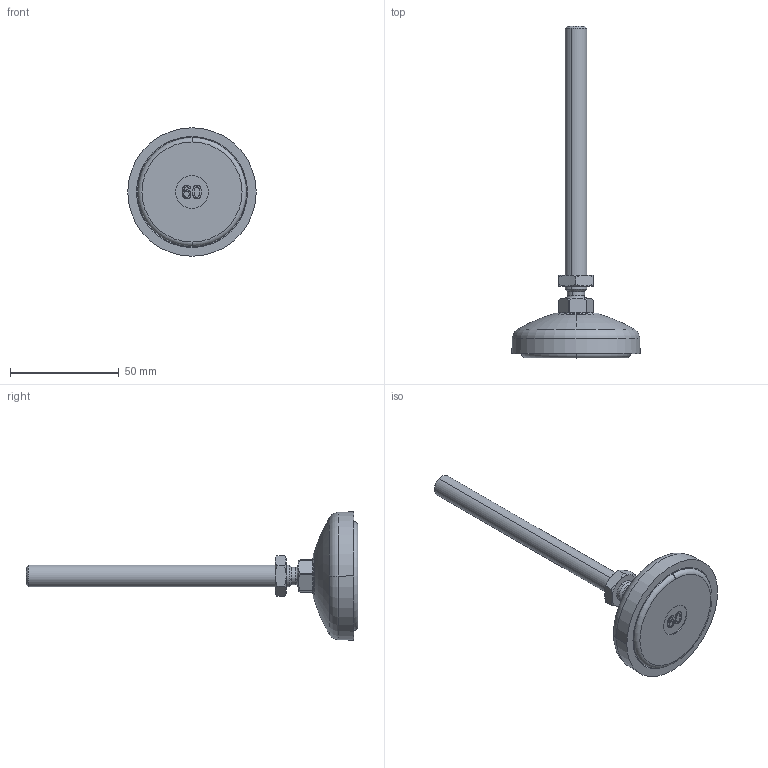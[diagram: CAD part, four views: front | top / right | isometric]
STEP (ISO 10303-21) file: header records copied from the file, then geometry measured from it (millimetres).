
FILE_DESCRIPTION (( 'STEP AP203' ), '1' );
FILE_NAME ('A60.10.60.03 Die cast swivel feet 60 - M10 x 125.STEP', '2018-09-28T13:22:57', ( '' ), ( '' ), 'SwSTEP 2.0', 'SolidWorks 2015', '' );
FILE_SCHEMA (( 'CONFIG_CONTROL_DESIGN' ));
Length unit declared in the file: inch
Products named in the file (2): A60.10.60.03 Die cast swivel feet 60 - M10 x 125
Bounding box: 59 x 152.5 x 59 mm (x, y, z)
Volume: 51616.3 mm3; surface area: 21941 mm2
Topology: 5 solids, 5 shells, 308 faces, 752 edges, 462 vertices
Faces by surface type: cylinder 89, bspline 80, plane 54, cone 54, torus 31
Entity records: 12918 total; most frequent: CARTESIAN_POINT 5999, ORIENTED_EDGE 1496, DIRECTION 1329, EDGE_CURVE 748, AXIS2_PLACEMENT_3D 571, VERTEX_POINT 462, CIRCLE 341, EDGE_LOOP 326
